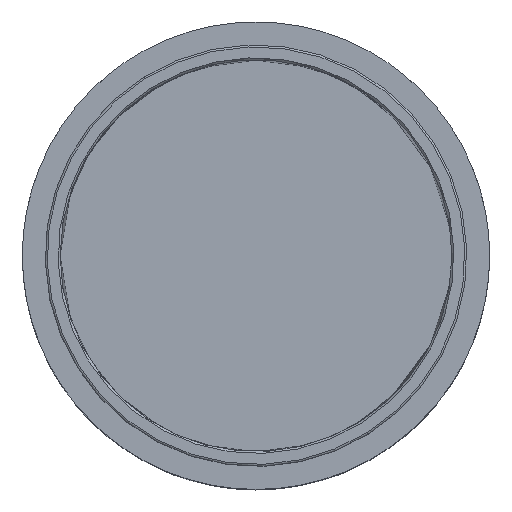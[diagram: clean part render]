
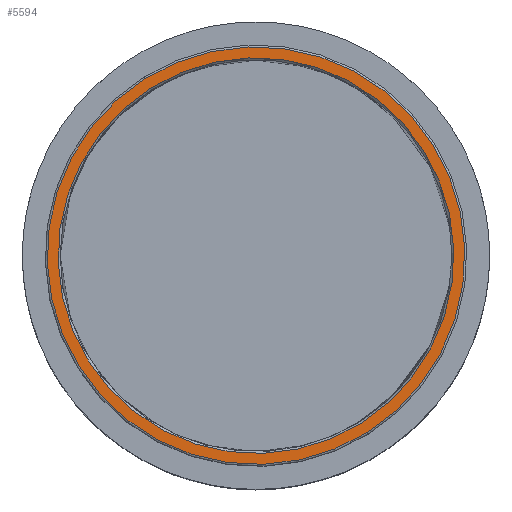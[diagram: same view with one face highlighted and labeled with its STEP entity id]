
A CAD part, top view. The second image highlights one B-rep face of the part: STEP entity #5594.
In plain terms, the highlighted planar face has unit normal (0, 0, 1).
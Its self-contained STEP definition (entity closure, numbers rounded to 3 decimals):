
#574 = EDGE_LOOP ( 'NONE', ( #10817, #20847 ) ) ;
#901 = AXIS2_PLACEMENT_3D ( 'NONE', #19973, #10347, #13348 ) ;
#2242 = VERTEX_POINT ( 'NONE', #13940 ) ;
#2359 = AXIS2_PLACEMENT_3D ( 'NONE', #19248, #20962, #8514 ) ;
#2399 = DIRECTION ( 'NONE',  ( 1., 0., 0. ) ) ;
#2674 = AXIS2_PLACEMENT_3D ( 'NONE', #9670, #5924, #2399 ) ;
#2724 = FACE_BOUND ( 'NONE', #574, .T. ) ;
#2787 = VERTEX_POINT ( 'NONE', #17734 ) ;
#3422 = CIRCLE ( 'NONE', #22377, 1066. ) ;
#4217 = PLANE ( 'NONE',  #2674 ) ;
#4879 = EDGE_LOOP ( 'NONE', ( #7686, #14213 ) ) ;
#5594 = ADVANCED_FACE ( 'NONE', ( #2724, #19943 ), #4217, .T. ) ;
#5924 = DIRECTION ( 'NONE',  ( 0., 0., 1. ) ) ;
#7232 = EDGE_CURVE ( 'NONE', #20856, #2242, #11404, .T. ) ;
#7619 = DIRECTION ( 'NONE',  ( 0., 0., -1. ) ) ;
#7686 = ORIENTED_EDGE ( 'NONE', *, *, #13687, .F. ) ;
#8514 = DIRECTION ( 'NONE',  ( -0.533, 0.846, 0. ) ) ;
#9001 = DIRECTION ( 'NONE',  ( -0.533, 0.846, 0. ) ) ;
#9670 = CARTESIAN_POINT ( 'NONE',  ( 0., 0., 1695. ) ) ;
#9984 = CIRCLE ( 'NONE', #2359, 1010. ) ;
#10347 = DIRECTION ( 'NONE',  ( 0., 0., -1. ) ) ;
#10817 = ORIENTED_EDGE ( 'NONE', *, *, #7232, .T. ) ;
#11404 = CIRCLE ( 'NONE', #20887, 1010. ) ;
#13348 = DIRECTION ( 'NONE',  ( -0.533, 0.846, 0. ) ) ;
#13437 = CARTESIAN_POINT ( 'NONE',  ( 0., 0., 1695. ) ) ;
#13687 = EDGE_CURVE ( 'NONE', #2787, #18567, #3422, .T. ) ;
#13940 = CARTESIAN_POINT ( 'NONE',  ( -537.851, 854.878, 1695. ) ) ;
#14020 = CARTESIAN_POINT ( 'NONE',  ( 567.672, -902.277, 1695. ) ) ;
#14213 = ORIENTED_EDGE ( 'NONE', *, *, #15680, .F. ) ;
#14715 = CIRCLE ( 'NONE', #901, 1066. ) ;
#15680 = EDGE_CURVE ( 'NONE', #18567, #2787, #14715, .T. ) ;
#17435 = DIRECTION ( 'NONE',  ( -0.533, 0.846, 0. ) ) ;
#17734 = CARTESIAN_POINT ( 'NONE',  ( -567.672, 902.277, 1695. ) ) ;
#18010 = CARTESIAN_POINT ( 'NONE',  ( 0., 0., 1695. ) ) ;
#18567 = VERTEX_POINT ( 'NONE', #14020 ) ;
#18905 = DIRECTION ( 'NONE',  ( 0., 0., -1. ) ) ;
#19248 = CARTESIAN_POINT ( 'NONE',  ( 0., 0., 1695. ) ) ;
#19659 = CARTESIAN_POINT ( 'NONE',  ( 537.851, -854.878, 1695. ) ) ;
#19943 = FACE_OUTER_BOUND ( 'NONE', #4879, .T. ) ;
#19973 = CARTESIAN_POINT ( 'NONE',  ( 0., 0., 1695. ) ) ;
#20847 = ORIENTED_EDGE ( 'NONE', *, *, #21778, .T. ) ;
#20856 = VERTEX_POINT ( 'NONE', #19659 ) ;
#20887 = AXIS2_PLACEMENT_3D ( 'NONE', #18010, #7619, #9001 ) ;
#20962 = DIRECTION ( 'NONE',  ( 0., 0., -1. ) ) ;
#21778 = EDGE_CURVE ( 'NONE', #2242, #20856, #9984, .T. ) ;
#22377 = AXIS2_PLACEMENT_3D ( 'NONE', #13437, #18905, #17435 ) ;
